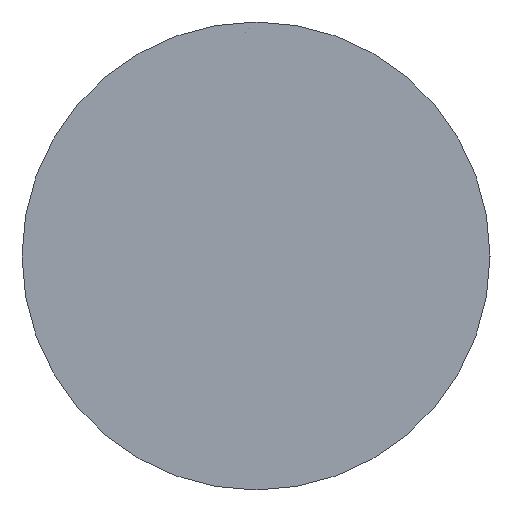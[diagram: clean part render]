
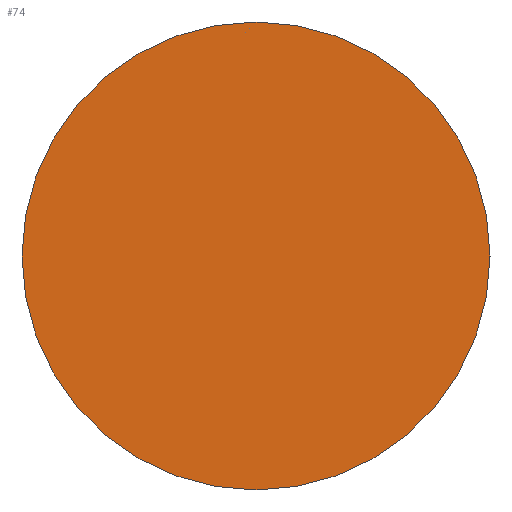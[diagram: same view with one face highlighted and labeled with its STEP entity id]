
A CAD part, left-side view. The second image highlights one B-rep face of the part: STEP entity #74.
In plain terms, the highlighted planar face has unit normal (-1, 0, 0).
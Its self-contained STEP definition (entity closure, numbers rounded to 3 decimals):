
#3 = CARTESIAN_POINT ( 'NONE',  ( 0., 0., 0. ) ) ;
#4 = EDGE_CURVE ( 'NONE', #6, #164, #147, .T. ) ;
#6 = VERTEX_POINT ( 'NONE', #121 ) ;
#7 = DIRECTION ( 'NONE',  ( -1., 0., 0. ) ) ;
#9 = AXIS2_PLACEMENT_3D ( 'NONE', #87, #90, #63 ) ;
#14 = DIRECTION ( 'NONE',  ( 0., 0., 1. ) ) ;
#15 = FACE_OUTER_BOUND ( 'NONE', #119, .T. ) ;
#23 = CIRCLE ( 'NONE', #158, 8. ) ;
#24 = EDGE_CURVE ( 'NONE', #164, #6, #23, .T. ) ;
#27 = CARTESIAN_POINT ( 'NONE',  ( 0., 0., 0. ) ) ;
#63 = DIRECTION ( 'NONE',  ( 0., 0., 1. ) ) ;
#74 = ADVANCED_FACE ( 'NONE', ( #15 ), #159, .T. ) ;
#82 = ORIENTED_EDGE ( 'NONE', *, *, #24, .T. ) ;
#87 = CARTESIAN_POINT ( 'NONE',  ( 0., 0., 0. ) ) ;
#90 = DIRECTION ( 'NONE',  ( -1., 0., 0. ) ) ;
#104 = ORIENTED_EDGE ( 'NONE', *, *, #4, .T. ) ;
#108 = AXIS2_PLACEMENT_3D ( 'NONE', #3, #7, #134 ) ;
#117 = DIRECTION ( 'NONE',  ( -1., 0., 0. ) ) ;
#119 = EDGE_LOOP ( 'NONE', ( #104, #82 ) ) ;
#121 = CARTESIAN_POINT ( 'NONE',  ( 0., 0., 8. ) ) ;
#125 = CARTESIAN_POINT ( 'NONE',  ( 0., 0., -8. ) ) ;
#134 = DIRECTION ( 'NONE',  ( 0., 0., 1. ) ) ;
#147 = CIRCLE ( 'NONE', #9, 8. ) ;
#158 = AXIS2_PLACEMENT_3D ( 'NONE', #27, #117, #14 ) ;
#159 = PLANE ( 'NONE',  #108 ) ;
#164 = VERTEX_POINT ( 'NONE', #125 ) ;
